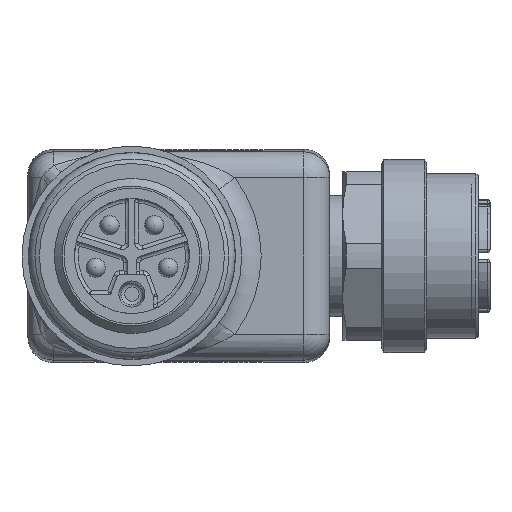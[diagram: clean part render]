
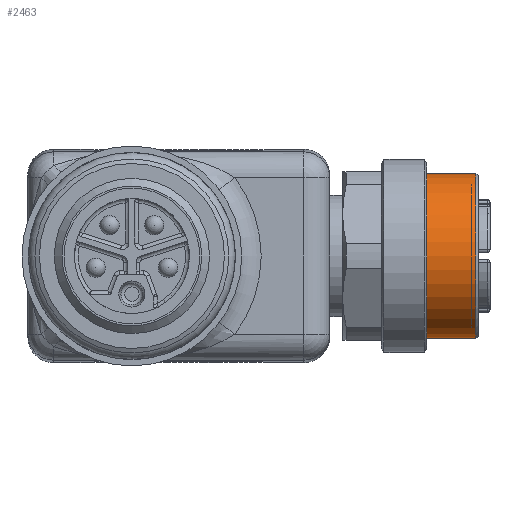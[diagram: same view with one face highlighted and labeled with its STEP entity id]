
A CAD part, front view. The second image highlights one B-rep face of the part: STEP entity #2463.
In plain terms, the highlighted cylindrical face has radius 6.4 mm (diameter 12.8 mm), a full revolution.
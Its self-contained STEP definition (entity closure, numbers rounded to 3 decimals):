
#2463=ADVANCED_FACE('',(#2972,#2973),#2828,.T.);
#2828=CYLINDRICAL_SURFACE('',#9019,6.4);
#2972=FACE_BOUND('',#3352,.T.);
#2973=FACE_BOUND('',#3353,.T.);
#3352=EDGE_LOOP('',(#4807));
#3353=EDGE_LOOP('',(#4808));
#4807=ORIENTED_EDGE('',*,*,#7453,.T.);
#4808=ORIENTED_EDGE('',*,*,#7400,.T.);
#6441=VERTEX_POINT('',#15281);
#6476=VERTEX_POINT('',#15429);
#7400=EDGE_CURVE('',#6441,#6441,#8335,.T.);
#7453=EDGE_CURVE('',#6476,#6476,#8358,.T.);
#8335=CIRCLE('',#8971,6.4);
#8358=CIRCLE('',#9018,6.4);
#8971=AXIS2_PLACEMENT_3D('',#15280,#10426,#10427);
#9018=AXIS2_PLACEMENT_3D('',#15428,#10538,#10539);
#9019=AXIS2_PLACEMENT_3D('',#15430,#10540,#10541);
#10426=DIRECTION('',(1.,0.,0.));
#10427=DIRECTION('',(0.,0.,-1.));
#10538=DIRECTION('',(-1.,0.,0.));
#10539=DIRECTION('',(0.,1.,0.));
#10540=DIRECTION('',(1.,0.,0.));
#10541=DIRECTION('',(0.,0.,1.));
#15280=CARTESIAN_POINT('',(22.8,21.706,0.));
#15281=CARTESIAN_POINT('',(22.8,21.706,-6.4));
#15428=CARTESIAN_POINT('',(26.6,21.706,0.));
#15429=CARTESIAN_POINT('',(26.6,28.106,0.));
#15430=CARTESIAN_POINT('',(26.8,21.706,0.));
